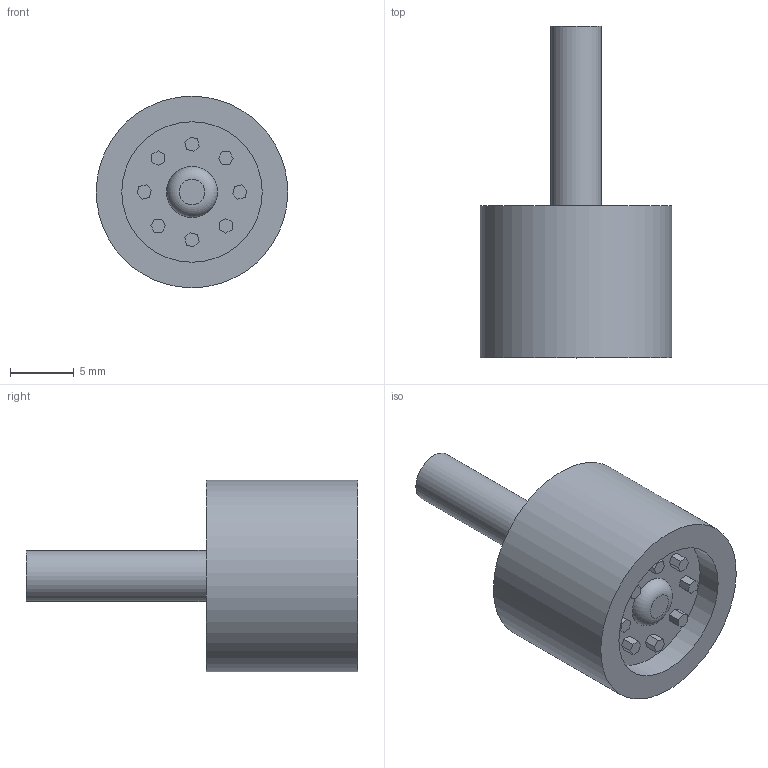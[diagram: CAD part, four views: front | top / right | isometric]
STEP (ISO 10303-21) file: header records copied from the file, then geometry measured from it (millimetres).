
FILE_DESCRIPTION(('TFLEX Exchange Step'),'2;1');
FILE_NAME(' ведомый каток 1(д).stp', '2022-03-31T12:15:36+03:00',('ilya'),('Unknown organisation'),'TFLEX Exchange 2022.0','T-FLEX CAD','Unknown authorisation');
FILE_SCHEMA( ('AUTOMOTIVE_DESIGN { 1 0 10303 214 1 1 1 1 }') );
Length unit declared in the file: millimetre
Products named in the file (1): Nodes
Bounding box: 14.99 x 26 x 15 mm (x, y, z)
Volume: 2107.1 mm3; surface area: 1194.9 mm2
Topology: 1 solids, 1 shells, 65 faces, 158 edges, 106 vertices
Faces by surface type: plane 61, cylinder 3, torus 1
Full cylindrical faces by diameter (mm): 4 x1, 11 x1, 15 x1
Entity records: 2659 total; most frequent: CARTESIAN_POINT 1098, ORIENTED_EDGE 316, DIRECTION 293, EDGE_CURVE 158, VECTOR 147, LINE 147, VERTEX_POINT 106, EDGE_LOOP 76
